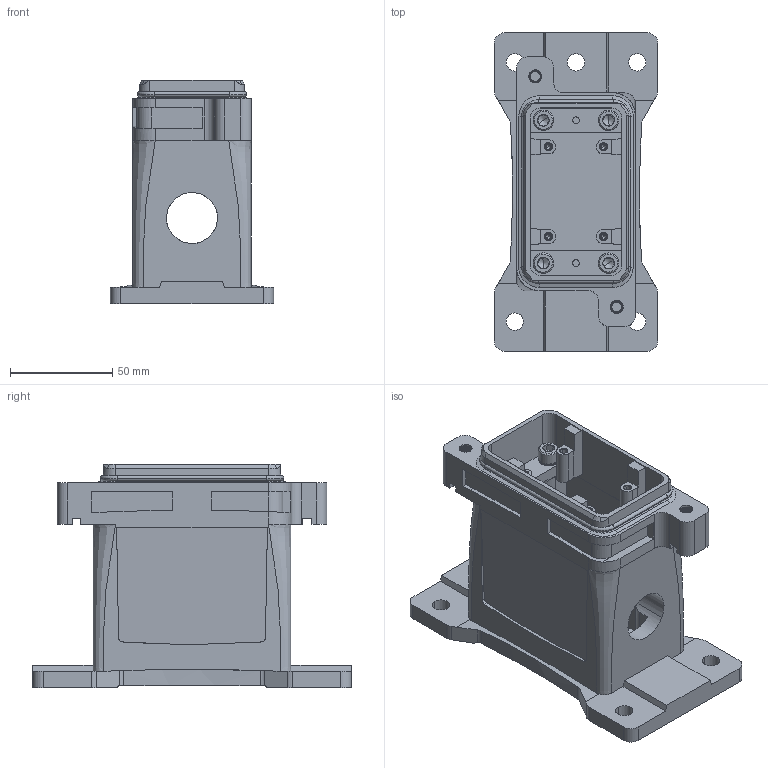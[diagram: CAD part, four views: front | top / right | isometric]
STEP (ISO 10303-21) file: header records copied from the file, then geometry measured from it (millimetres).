
FILE_DESCRIPTION(('CATIA V5 STEP Exchange','CAx-IF Rec.Pracs.--- Model Styling and Organization---1.5--- 2016-08-15','CAx-IF Rec.Pracs.---Supplemental Geometry---1.0---2011-11-01','CAx-IF Rec.Pracs.--- Composite Materials ---1.1---2010-07-15'),'2;1');
FILE_NAME ('005833-5_1', '2025-09-04T08:46:42+00:00', ('none'), ('Weidmueller'), 'CATIA Version 5-6 Release 2024 SP4', 'CATIA V5 STEP AP214 v3', 'none');
FILE_SCHEMA(('AUTOMOTIVE_DESIGN { 1 0 10303 214 1 1 1 1 }'));
Products named in the file (1): 1081240000_S
Bounding box: 80 x 156 x 109.5 mm (x, y, z)
Volume: 318011.5 mm3; surface area: 97163.5 mm2
Topology: 5 solids, 10 shells, 2336 faces, 6435 edges, 4109 vertices
Faces by surface type: bspline 1384, cone 432, plane 245, cylinder 219, sphere 32, torus 24
Entity records: 118646 total; most frequent: CARTESIAN_POINT 75676, ORIENTED_EDGE 12822, EDGE_CURVE 6411, B_SPLINE_CURVE_WITH_KNOTS 4191, VERTEX_POINT 4109, DIRECTION 2593, EDGE_LOOP 2382, ADVANCED_FACE 2336
